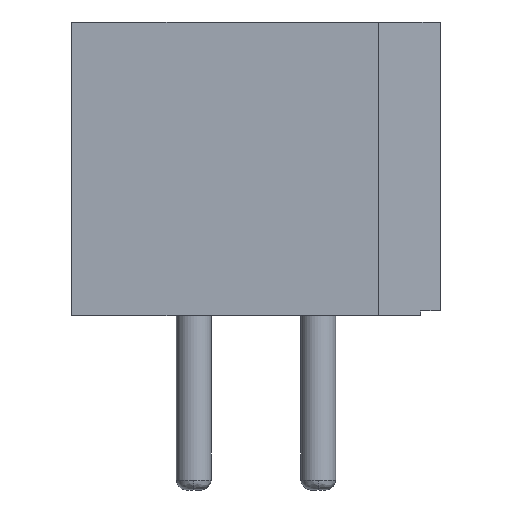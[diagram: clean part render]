
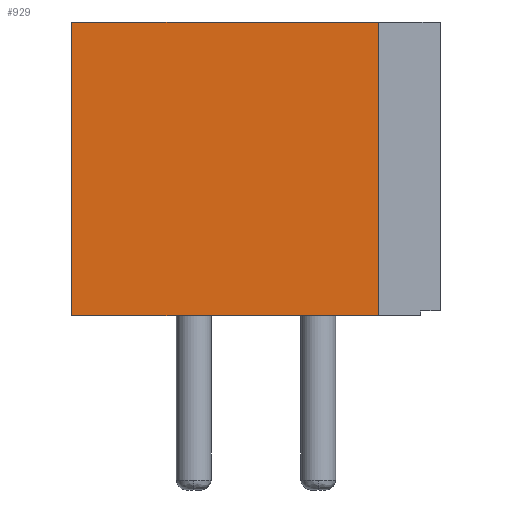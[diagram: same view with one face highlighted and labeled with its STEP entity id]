
A CAD part, front view. The second image highlights one B-rep face of the part: STEP entity #929.
In plain terms, the highlighted planar face has unit normal (0, -1, 0).
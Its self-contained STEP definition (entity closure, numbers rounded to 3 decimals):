
#212 = VERTEX_POINT('',#213);
#213 = CARTESIAN_POINT('',(-2.45,-1.8,5.92));
#219 = EDGE_CURVE('',#212,#220,#222,.T.);
#220 = VERTEX_POINT('',#221);
#221 = CARTESIAN_POINT('',(3.71,-1.8,5.92));
#222 = LINE('',#223,#224);
#223 = CARTESIAN_POINT('',(-2.45,-1.8,5.92
    ));
#224 = VECTOR('',#225,1.);
#225 = DIRECTION('',(1.,0.,0.));
#292 = VERTEX_POINT('',#293);
#293 = CARTESIAN_POINT('',(-2.45,-1.8,0.02));
#299 = EDGE_CURVE('',#292,#212,#300,.T.);
#300 = LINE('',#301,#302);
#301 = CARTESIAN_POINT('',(-2.45,-1.8,
    0.02));
#302 = VECTOR('',#303,1.);
#303 = DIRECTION('',(0.,0.,1.));
#929 = ADVANCED_FACE('',(#930),#948,.T.);
#930 = FACE_BOUND('',#931,.T.);
#931 = EDGE_LOOP('',(#932,#940,#941,#942));
#932 = ORIENTED_EDGE('',*,*,#933,.T.);
#933 = EDGE_CURVE('',#934,#220,#936,.T.);
#934 = VERTEX_POINT('',#935);
#935 = CARTESIAN_POINT('',(3.71,-1.8,0.02));
#936 = LINE('',#937,#938);
#937 = CARTESIAN_POINT('',(3.71,-1.8,
    0.02));
#938 = VECTOR('',#939,1.);
#939 = DIRECTION('',(0.,0.,1.));
#940 = ORIENTED_EDGE('',*,*,#219,.F.);
#941 = ORIENTED_EDGE('',*,*,#299,.F.);
#942 = ORIENTED_EDGE('',*,*,#943,.T.);
#943 = EDGE_CURVE('',#292,#934,#944,.T.);
#944 = LINE('',#945,#946);
#945 = CARTESIAN_POINT('',(-2.45,-1.8,
    0.02));
#946 = VECTOR('',#947,1.);
#947 = DIRECTION('',(1.,0.,0.));
#948 = PLANE('',#949);
#949 = AXIS2_PLACEMENT_3D('',#950,#951,#952);
#950 = CARTESIAN_POINT('',(-2.45,-1.8,0.02));
#951 = DIRECTION('',(-0.,-1.,0.));
#952 = DIRECTION('',(0.,0.,-1.));
